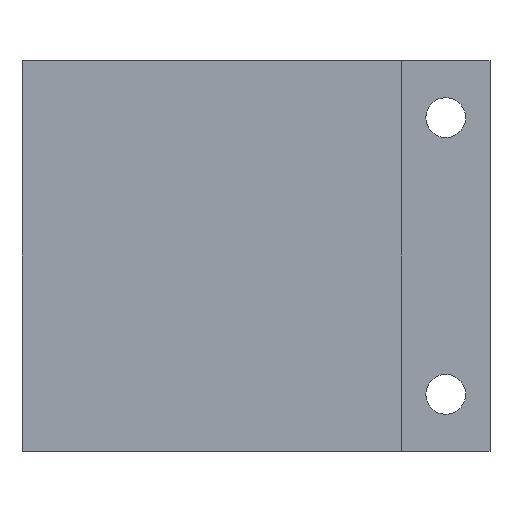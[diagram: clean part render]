
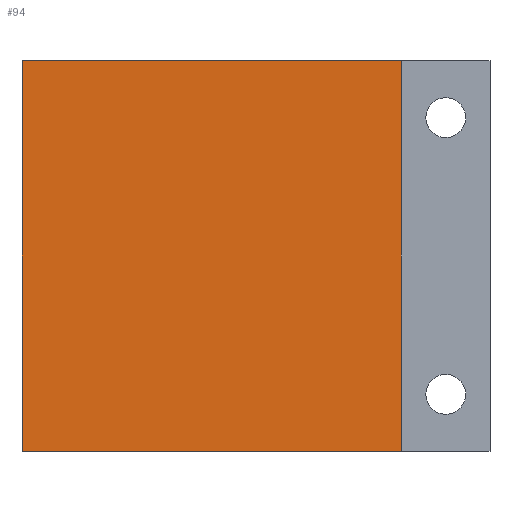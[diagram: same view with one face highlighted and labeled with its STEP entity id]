
A CAD part, left-side view. The second image highlights one B-rep face of the part: STEP entity #94.
In plain terms, the highlighted planar face has unit normal (-1, 0, 0).
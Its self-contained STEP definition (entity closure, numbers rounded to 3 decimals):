
#15 = ORIENTED_EDGE ( 'NONE', *, *, #55, .T. ) ;
#23 = EDGE_LOOP ( 'NONE', ( #15, #201, #200, #234 ) ) ;
#38 = EDGE_CURVE ( 'NONE', #313, #315, #190, .T. ) ;
#55 = EDGE_CURVE ( 'NONE', #312, #313, #496, .T. ) ;
#94 = ADVANCED_FACE ( 'NONE', ( #367 ), #547, .T. ) ;
#122 = EDGE_CURVE ( 'NONE', #153, #312, #641, .T. ) ;
#125 = EDGE_CURVE ( 'NONE', #315, #153, #650, .T. ) ;
#153 = VERTEX_POINT ( 'NONE', #719 ) ;
#188 = DIRECTION ( 'NONE',  ( 0., 0., 1. ) ) ;
#189 = CARTESIAN_POINT ( 'NONE',  ( 1., -17., 0. ) ) ;
#190 = LINE ( 'NONE', #189, #326 ) ;
#200 = ORIENTED_EDGE ( 'NONE', *, *, #125, .T. ) ;
#201 = ORIENTED_EDGE ( 'NONE', *, *, #38, .T. ) ;
#234 = ORIENTED_EDGE ( 'NONE', *, *, #122, .T. ) ;
#312 = VERTEX_POINT ( 'NONE', #746 ) ;
#313 = VERTEX_POINT ( 'NONE', #747 ) ;
#315 = VERTEX_POINT ( 'NONE', #749 ) ;
#326 = VECTOR ( 'NONE', #188, 1000. ) ;
#344 = VECTOR ( 'NONE', #498, 1000. ) ;
#367 = FACE_OUTER_BOUND ( 'NONE', #23, .T. ) ;
#370 = AXIS2_PLACEMENT_3D ( 'NONE', #548, #549, #550 ) ;
#416 = VECTOR ( 'NONE', #643, 1000. ) ;
#420 = VECTOR ( 'NONE', #652, 1000. ) ;
#496 = LINE ( 'NONE', #497, #344 ) ;
#497 = CARTESIAN_POINT ( 'NONE',  ( 1., -3.85, -17.65 ) ) ;
#498 = DIRECTION ( 'NONE',  ( 0., -1., 0. ) ) ;
#547 = PLANE ( 'NONE',  #370 ) ;
#548 = CARTESIAN_POINT ( 'NONE',  ( 1., -17., -17.65 ) ) ;
#549 = DIRECTION ( 'NONE',  ( -1., 0., 0. ) ) ;
#550 = DIRECTION ( 'NONE',  ( 0., 0., 1. ) ) ;
#641 = LINE ( 'NONE', #642, #416 ) ;
#642 = CARTESIAN_POINT ( 'NONE',  ( 1., 17.3, 0. ) ) ;
#643 = DIRECTION ( 'NONE',  ( 0., 0., -1. ) ) ;
#650 = LINE ( 'NONE', #651, #420 ) ;
#651 = CARTESIAN_POINT ( 'NONE',  ( 1., -3.85, 17.65 ) ) ;
#652 = DIRECTION ( 'NONE',  ( 0., 1., 0. ) ) ;
#719 = CARTESIAN_POINT ( 'NONE',  ( 1., 17.3, 17.65 ) ) ;
#746 = CARTESIAN_POINT ( 'NONE',  ( 1., 17.3, -17.65 ) ) ;
#747 = CARTESIAN_POINT ( 'NONE',  ( 1., -17., -17.65 ) ) ;
#749 = CARTESIAN_POINT ( 'NONE',  ( 1., -17., 17.65 ) ) ;
